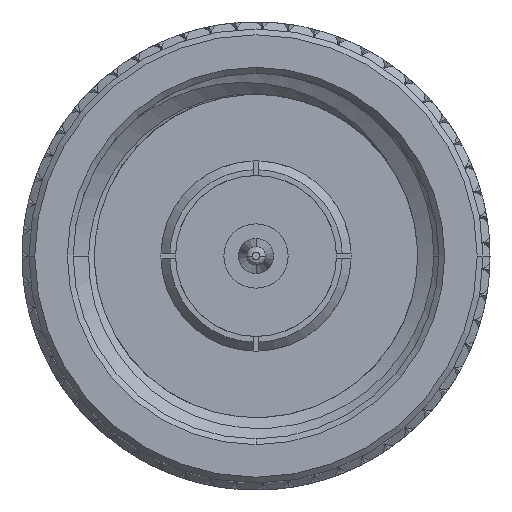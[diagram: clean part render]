
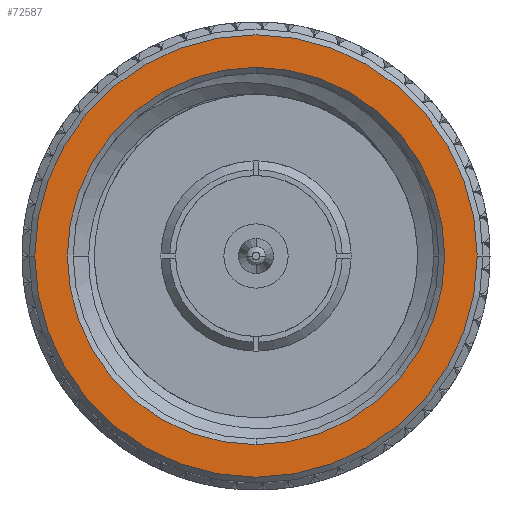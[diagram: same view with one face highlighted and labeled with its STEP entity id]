
A CAD part, left-side view. The second image highlights one B-rep face of the part: STEP entity #72587.
In plain terms, the highlighted planar face has unit normal (-1, 0, 0).
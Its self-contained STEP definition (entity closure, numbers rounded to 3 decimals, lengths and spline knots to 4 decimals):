
#1904 = CARTESIAN_POINT ( 'NONE',  ( 0., 0.3781, 0. ) ) ;
#4389 = EDGE_LOOP ( 'NONE', ( #24826, #4802 ) ) ;
#4802 = ORIENTED_EDGE ( 'NONE', *, *, #20957, .T. ) ;
#7628 = AXIS2_PLACEMENT_3D ( 'NONE', #7741, #28470, #68810 ) ;
#7741 = CARTESIAN_POINT ( 'NONE',  ( 0., 0., 0. ) ) ;
#9807 = EDGE_CURVE ( 'NONE', #16775, #57824, #38010, .T. ) ;
#12545 = DIRECTION ( 'NONE',  ( 1., 0., 0. ) ) ;
#14688 = EDGE_LOOP ( 'NONE', ( #84988, #50596 ) ) ;
#16775 = VERTEX_POINT ( 'NONE', #67676 ) ;
#20798 = AXIS2_PLACEMENT_3D ( 'NONE', #37681, #86123, #51822 ) ;
#20957 = EDGE_CURVE ( 'NONE', #64162, #22560, #33927, .T. ) ;
#21653 = CARTESIAN_POINT ( 'NONE',  ( 0., 0., 0. ) ) ;
#22560 = VERTEX_POINT ( 'NONE', #65802 ) ;
#24826 = ORIENTED_EDGE ( 'NONE', *, *, #39789, .T. ) ;
#25287 = FACE_BOUND ( 'NONE', #4389, .T. ) ;
#27865 = CARTESIAN_POINT ( 'NONE',  ( 0., 0., -0.3225 ) ) ;
#28470 = DIRECTION ( 'NONE',  ( -1., 0., 0. ) ) ;
#29097 = DIRECTION ( 'NONE',  ( -1., 0., 0. ) ) ;
#33927 = CIRCLE ( 'NONE', #74989, 0.3225 ) ;
#34458 = CIRCLE ( 'NONE', #62781, 0.3225 ) ;
#35161 = DIRECTION ( 'NONE',  ( 0., 1., 0. ) ) ;
#37681 = CARTESIAN_POINT ( 'NONE',  ( 0., 0.3881, 0. ) ) ;
#38010 = CIRCLE ( 'NONE', #7628, 0.3781 ) ;
#38878 = CARTESIAN_POINT ( 'NONE',  ( 0., 0., 0. ) ) ;
#39766 = DIRECTION ( 'NONE',  ( 0., 0., 1. ) ) ;
#39789 = EDGE_CURVE ( 'NONE', #22560, #64162, #34458, .T. ) ;
#50596 = ORIENTED_EDGE ( 'NONE', *, *, #9807, .T. ) ;
#51822 = DIRECTION ( 'NONE',  ( 0., -1., 0. ) ) ;
#52674 = DIRECTION ( 'NONE',  ( 1., 0., 0. ) ) ;
#52793 = EDGE_CURVE ( 'NONE', #57824, #16775, #76069, .T. ) ;
#52840 = CARTESIAN_POINT ( 'NONE',  ( 0., 0., 0. ) ) ;
#55213 = AXIS2_PLACEMENT_3D ( 'NONE', #21653, #29097, #35161 ) ;
#57824 = VERTEX_POINT ( 'NONE', #1904 ) ;
#60725 = FACE_OUTER_BOUND ( 'NONE', #14688, .T. ) ;
#62781 = AXIS2_PLACEMENT_3D ( 'NONE', #38878, #52674, #39766 ) ;
#64162 = VERTEX_POINT ( 'NONE', #27865 ) ;
#64756 = PLANE ( 'NONE',  #20798 ) ;
#65802 = CARTESIAN_POINT ( 'NONE',  ( 0., 0., 0.3225 ) ) ;
#67020 = DIRECTION ( 'NONE',  ( 0., 0., 1. ) ) ;
#67676 = CARTESIAN_POINT ( 'NONE',  ( 0., -0.3781, 0. ) ) ;
#68810 = DIRECTION ( 'NONE',  ( 0., 1., 0. ) ) ;
#72587 = ADVANCED_FACE ( 'NONE', ( #60725, #25287 ), #64756, .T. ) ;
#74989 = AXIS2_PLACEMENT_3D ( 'NONE', #52840, #12545, #67020 ) ;
#76069 = CIRCLE ( 'NONE', #55213, 0.3781 ) ;
#84988 = ORIENTED_EDGE ( 'NONE', *, *, #52793, .T. ) ;
#86123 = DIRECTION ( 'NONE',  ( -1., 0., 0. ) ) ;
